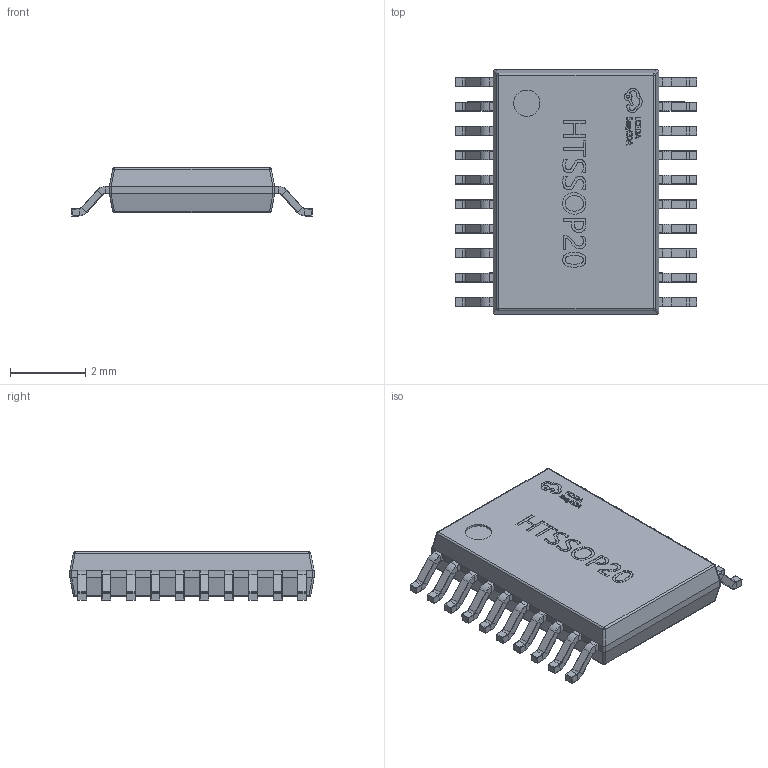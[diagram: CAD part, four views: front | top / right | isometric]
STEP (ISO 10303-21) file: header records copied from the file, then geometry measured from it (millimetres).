
FILE_DESCRIPTION (( 'STEP AP214' ), '1' );
FILE_NAME ('HTSSOP-20_L6.5-W4.4-H1.2-LS6.4-P0.65.step', '2022-07-26T09:50:18', ( '' ), ( '' ), 'SwSTEP 2.0', 'SolidWorks 2020', '' );
FILE_SCHEMA (( 'AUTOMOTIVE_DESIGN' ));
Length unit declared in the file: millimetre
Products named in the file (1): HTSSOP-20_L6.5-W4.4-H1.2-LS6.4-P0.65
Bounding box: 6.41 x 6.5 x 1.3 mm (x, y, z)
Volume: 34.4 mm3; surface area: 102.5 mm2
Topology: 34 solids, 34 shells, 1455 faces, 3260 edges, 1852 vertices
Faces by surface type: plane 601, cylinder 422, bspline 164, torus 160, sphere 108
Entity records: 59514 total; most frequent: CARTESIAN_POINT 12100, DIRECTION 6436, ORIENTED_EDGE 6360, EDGE_CURVE 3180, AXIS2_PLACEMENT_3D 2320, VERTEX_POINT 1812, LINE 1796, VECTOR 1796
